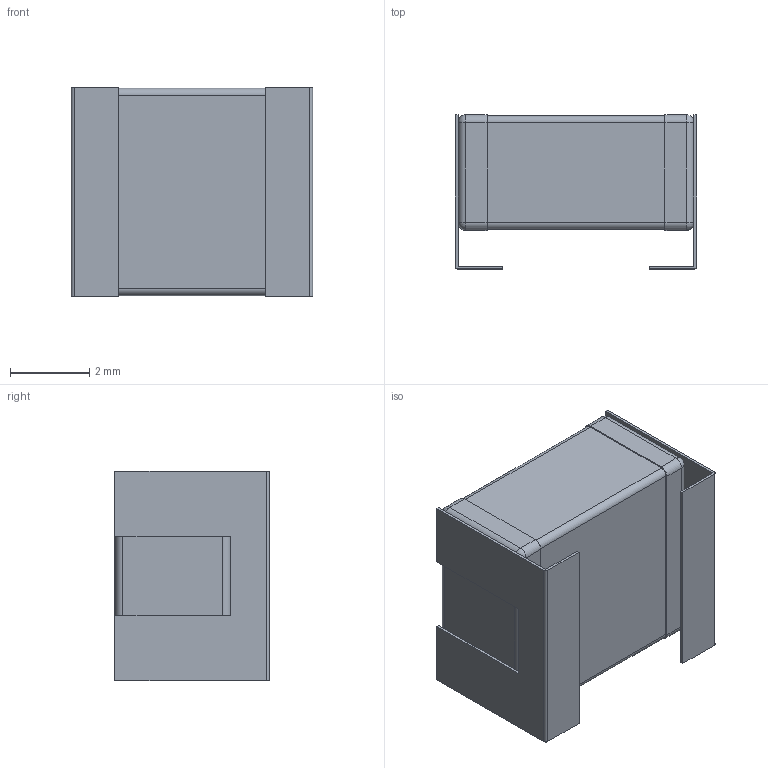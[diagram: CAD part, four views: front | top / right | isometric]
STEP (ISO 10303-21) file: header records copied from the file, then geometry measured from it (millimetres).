
FILE_DESCRIPTION (( 'STEP AP214' ), '1' );
FILE_NAME ('KRM55QR71H106KH01K.STEP', '2020-07-28T09:01:41', ( '' ), ( '' ), 'SwSTEP 2.0', 'SolidWorks 2017', '' );
FILE_SCHEMA (( 'AUTOMOTIVE_DESIGN' ));
Length unit declared in the file: millimetre
Products named in the file (1): KRM55QR71H106KH01K
Bounding box: 6.1 x 3.9 x 5.3 mm (x, y, z)
Volume: 92.6 mm3; surface area: 270.8 mm2
Topology: 5 solids, 5 shells, 72 faces, 170 edges, 100 vertices
Faces by surface type: plane 42, cylinder 22, sphere 8
Entity records: 2048 total; most frequent: DIRECTION 352, CARTESIAN_POINT 335, ORIENTED_EDGE 324, EDGE_CURVE 162, LINE 118, VECTOR 118, AXIS2_PLACEMENT_3D 117, VERTEX_POINT 100
